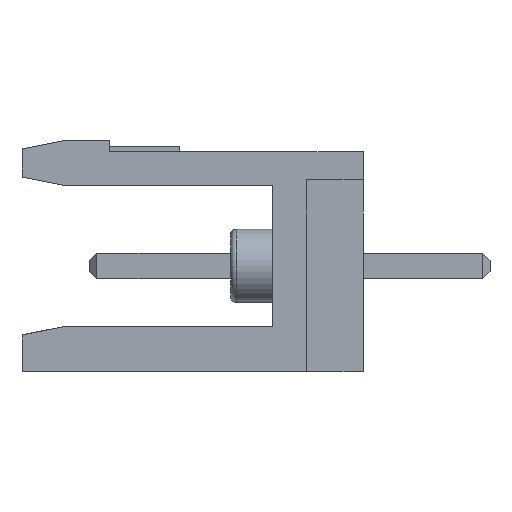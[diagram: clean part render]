
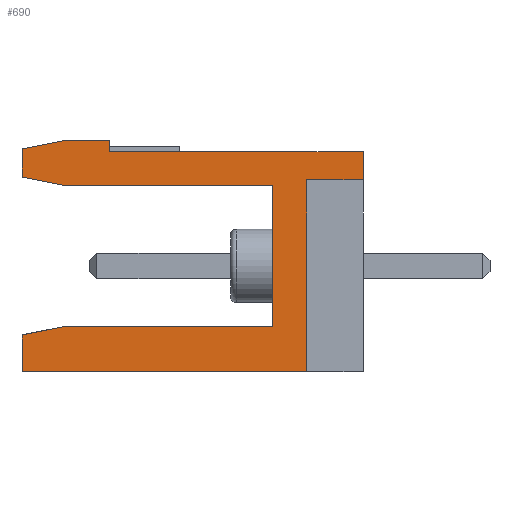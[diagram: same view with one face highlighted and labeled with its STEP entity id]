
A CAD part, left-side view. The second image highlights one B-rep face of the part: STEP entity #690.
In plain terms, the highlighted planar face has unit normal (-1, 0, 0).
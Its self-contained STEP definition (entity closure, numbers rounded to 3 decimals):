
#14 = CARTESIAN_POINT ( 'NONE',  ( -22.86, 10.6, 4.45 ) ) ;
#56 = CARTESIAN_POINT ( 'NONE',  ( -22.86, 0., 3.05 ) ) ;
#92 = VECTOR ( 'NONE', #2645, 1000. ) ;
#107 = ORIENTED_EDGE ( 'NONE', *, *, #7574, .F. ) ;
#109 = VECTOR ( 'NONE', #7909, 1000. ) ;
#235 = CARTESIAN_POINT ( 'NONE',  ( -22.86, 10.6, -2.15 ) ) ;
#274 = LINE ( 'NONE', #2888, #441 ) ;
#394 = ORIENTED_EDGE ( 'NONE', *, *, #3529, .F. ) ;
#398 = CARTESIAN_POINT ( 'NONE',  ( -22.86, 0., 4.05 ) ) ;
#416 = CARTESIAN_POINT ( 'NONE',  ( -22.86, 3.2, -2.15 ) ) ;
#441 = VECTOR ( 'NONE', #5492, 1000. ) ;
#465 = EDGE_LOOP ( 'NONE', ( #4250, #4708, #107, #2648, #5412, #394, #4096, #7424, #1395, #6579, #7701, #6284, #4291, #699, #5496 ) ) ;
#690 = ADVANCED_FACE ( 'NONE', ( #1973 ), #5825, .F. ) ;
#699 = ORIENTED_EDGE ( 'NONE', *, *, #1998, .F. ) ;
#793 = CARTESIAN_POINT ( 'NONE',  ( -22.86, 12.1, -3.75 ) ) ;
#913 = VECTOR ( 'NONE', #5215, 1000. ) ;
#972 = AXIS2_PLACEMENT_3D ( 'NONE', #1323, #6488, #3946 ) ;
#1012 = EDGE_CURVE ( 'NONE', #3981, #7226, #5454, .T. ) ;
#1115 = EDGE_CURVE ( 'NONE', #2515, #3741, #274, .T. ) ;
#1251 = DIRECTION ( 'NONE',  ( 0., 0.981, 0.196 ) ) ;
#1308 = LINE ( 'NONE', #6437, #92 ) ;
#1323 = CARTESIAN_POINT ( 'NONE',  ( -22.86, 0., 0. ) ) ;
#1338 = VECTOR ( 'NONE', #3679, 1000. ) ;
#1354 = VECTOR ( 'NONE', #1251, 1000. ) ;
#1395 = ORIENTED_EDGE ( 'NONE', *, *, #1115, .F. ) ;
#1419 = LINE ( 'NONE', #14, #1473 ) ;
#1473 = VECTOR ( 'NONE', #2114, 1000. ) ;
#1557 = CARTESIAN_POINT ( 'NONE',  ( -22.86, 12.1, -3.75 ) ) ;
#1582 = DIRECTION ( 'NONE',  ( 0., 1., 0. ) ) ;
#1589 = DIRECTION ( 'NONE',  ( 0., -1., 0. ) ) ;
#1723 = LINE ( 'NONE', #3293, #7043 ) ;
#1731 = CARTESIAN_POINT ( 'NONE',  ( -22.86, 10.6, 4.45 ) ) ;
#1831 = EDGE_CURVE ( 'NONE', #2485, #7539, #8241, .T. ) ;
#1838 = VECTOR ( 'NONE', #2375, 1000. ) ;
#1925 = DIRECTION ( 'NONE',  ( 0., -0.981, 0.196 ) ) ;
#1930 = CARTESIAN_POINT ( 'NONE',  ( -22.86, 3.2, -2.15 ) ) ;
#1973 = FACE_OUTER_BOUND ( 'NONE', #465, .T. ) ;
#1998 = EDGE_CURVE ( 'NONE', #7226, #6818, #7941, .T. ) ;
#2114 = DIRECTION ( 'NONE',  ( 0., -1., 0. ) ) ;
#2294 = CARTESIAN_POINT ( 'NONE',  ( -22.86, 0., 4.05 ) ) ;
#2375 = DIRECTION ( 'NONE',  ( 0., -1., 0. ) ) ;
#2395 = CARTESIAN_POINT ( 'NONE',  ( -22.86, 12.1, 3.15 ) ) ;
#2485 = VERTEX_POINT ( 'NONE', #8219 ) ;
#2515 = VERTEX_POINT ( 'NONE', #2395 ) ;
#2528 = VERTEX_POINT ( 'NONE', #3775 ) ;
#2645 = DIRECTION ( 'NONE',  ( 0., 1., 0. ) ) ;
#2648 = ORIENTED_EDGE ( 'NONE', *, *, #5784, .F. ) ;
#2781 = LINE ( 'NONE', #3324, #913 ) ;
#2888 = CARTESIAN_POINT ( 'NONE',  ( -22.86, 12.1, 3.15 ) ) ;
#2960 = EDGE_CURVE ( 'NONE', #5790, #3738, #4646, .T. ) ;
#2982 = VERTEX_POINT ( 'NONE', #1731 ) ;
#3125 = VECTOR ( 'NONE', #1582, 1000. ) ;
#3222 = VERTEX_POINT ( 'NONE', #56 ) ;
#3266 = EDGE_CURVE ( 'NONE', #6818, #5790, #3620, .T. ) ;
#3293 = CARTESIAN_POINT ( 'NONE',  ( -22.86, 0., 3.05 ) ) ;
#3324 = CARTESIAN_POINT ( 'NONE',  ( -22.86, 2., 3.05 ) ) ;
#3440 = DIRECTION ( 'NONE',  ( 0., 0., 1. ) ) ;
#3529 = EDGE_CURVE ( 'NONE', #3800, #2485, #5433, .T. ) ;
#3620 = LINE ( 'NONE', #4912, #7983 ) ;
#3679 = DIRECTION ( 'NONE',  ( 0., 0., -1. ) ) ;
#3696 = VERTEX_POINT ( 'NONE', #6739 ) ;
#3738 = VERTEX_POINT ( 'NONE', #5380 ) ;
#3741 = VERTEX_POINT ( 'NONE', #8077 ) ;
#3775 = CARTESIAN_POINT ( 'NONE',  ( -22.86, 2., -3.75 ) ) ;
#3800 = VERTEX_POINT ( 'NONE', #5024 ) ;
#3885 = EDGE_CURVE ( 'NONE', #2528, #3981, #1308, .T. ) ;
#3946 = DIRECTION ( 'NONE',  ( 0., 0., -1. ) ) ;
#3981 = VERTEX_POINT ( 'NONE', #1557 ) ;
#4014 = VERTEX_POINT ( 'NONE', #4842 ) ;
#4096 = ORIENTED_EDGE ( 'NONE', *, *, #5519, .F. ) ;
#4250 = ORIENTED_EDGE ( 'NONE', *, *, #3885, .F. ) ;
#4291 = ORIENTED_EDGE ( 'NONE', *, *, #3266, .F. ) ;
#4339 = CARTESIAN_POINT ( 'NONE',  ( -22.86, 6.5, 4.05 ) ) ;
#4515 = DIRECTION ( 'NONE',  ( 0., 0., 1. ) ) ;
#4646 = LINE ( 'NONE', #1930, #8117 ) ;
#4708 = ORIENTED_EDGE ( 'NONE', *, *, #8002, .F. ) ;
#4777 = EDGE_CURVE ( 'NONE', #3738, #4014, #7430, .T. ) ;
#4812 = CARTESIAN_POINT ( 'NONE',  ( -22.86, 12.1, 4.15 ) ) ;
#4842 = CARTESIAN_POINT ( 'NONE',  ( -22.86, 10.6, 2.85 ) ) ;
#4912 = CARTESIAN_POINT ( 'NONE',  ( -22.86, 10.6, -2.15 ) ) ;
#5024 = CARTESIAN_POINT ( 'NONE',  ( -22.86, 9., 4.45 ) ) ;
#5092 = LINE ( 'NONE', #6374, #1354 ) ;
#5215 = DIRECTION ( 'NONE',  ( 0., 0., -1. ) ) ;
#5380 = CARTESIAN_POINT ( 'NONE',  ( -22.86, 3.2, 2.85 ) ) ;
#5412 = ORIENTED_EDGE ( 'NONE', *, *, #1831, .F. ) ;
#5416 = EDGE_CURVE ( 'NONE', #4014, #2515, #5092, .T. ) ;
#5433 = LINE ( 'NONE', #7347, #8413 ) ;
#5454 = LINE ( 'NONE', #793, #8096 ) ;
#5470 = DIRECTION ( 'NONE',  ( 0., 0., -1. ) ) ;
#5492 = DIRECTION ( 'NONE',  ( 0., 0., 1. ) ) ;
#5496 = ORIENTED_EDGE ( 'NONE', *, *, #1012, .F. ) ;
#5499 = LINE ( 'NONE', #2294, #1338 ) ;
#5519 = EDGE_CURVE ( 'NONE', #2982, #3800, #1419, .T. ) ;
#5706 = EDGE_CURVE ( 'NONE', #3741, #2982, #6135, .T. ) ;
#5784 = EDGE_CURVE ( 'NONE', #7539, #3222, #5499, .T. ) ;
#5790 = VERTEX_POINT ( 'NONE', #416 ) ;
#5825 = PLANE ( 'NONE',  #972 ) ;
#5859 = CARTESIAN_POINT ( 'NONE',  ( -22.86, 12.1, -2.45 ) ) ;
#6121 = CARTESIAN_POINT ( 'NONE',  ( -22.86, 12.1, -2.45 ) ) ;
#6135 = LINE ( 'NONE', #4812, #109 ) ;
#6284 = ORIENTED_EDGE ( 'NONE', *, *, #2960, .F. ) ;
#6374 = CARTESIAN_POINT ( 'NONE',  ( -22.86, 10.6, 2.85 ) ) ;
#6437 = CARTESIAN_POINT ( 'NONE',  ( -22.86, 0., -3.75 ) ) ;
#6488 = DIRECTION ( 'NONE',  ( 1., 0., 0. ) ) ;
#6579 = ORIENTED_EDGE ( 'NONE', *, *, #5416, .F. ) ;
#6739 = CARTESIAN_POINT ( 'NONE',  ( -22.86, 2., 3.05 ) ) ;
#6799 = CARTESIAN_POINT ( 'NONE',  ( -22.86, 3.2, 2.85 ) ) ;
#6818 = VERTEX_POINT ( 'NONE', #235 ) ;
#7043 = VECTOR ( 'NONE', #7836, 1000. ) ;
#7226 = VERTEX_POINT ( 'NONE', #6121 ) ;
#7347 = CARTESIAN_POINT ( 'NONE',  ( -22.86, 9., 4.45 ) ) ;
#7424 = ORIENTED_EDGE ( 'NONE', *, *, #5706, .F. ) ;
#7430 = LINE ( 'NONE', #6799, #3125 ) ;
#7539 = VERTEX_POINT ( 'NONE', #398 ) ;
#7574 = EDGE_CURVE ( 'NONE', #3222, #3696, #1723, .T. ) ;
#7701 = ORIENTED_EDGE ( 'NONE', *, *, #4777, .F. ) ;
#7836 = DIRECTION ( 'NONE',  ( 0., 1., 0. ) ) ;
#7909 = DIRECTION ( 'NONE',  ( 0., -0.981, 0.196 ) ) ;
#7941 = LINE ( 'NONE', #5859, #7985 ) ;
#7983 = VECTOR ( 'NONE', #1589, 1000. ) ;
#7985 = VECTOR ( 'NONE', #1925, 1000. ) ;
#8002 = EDGE_CURVE ( 'NONE', #3696, #2528, #2781, .T. ) ;
#8077 = CARTESIAN_POINT ( 'NONE',  ( -22.86, 12.1, 4.15 ) ) ;
#8096 = VECTOR ( 'NONE', #3440, 1000. ) ;
#8117 = VECTOR ( 'NONE', #4515, 1000. ) ;
#8219 = CARTESIAN_POINT ( 'NONE',  ( -22.86, 9., 4.05 ) ) ;
#8241 = LINE ( 'NONE', #4339, #1838 ) ;
#8413 = VECTOR ( 'NONE', #5470, 1000. ) ;
